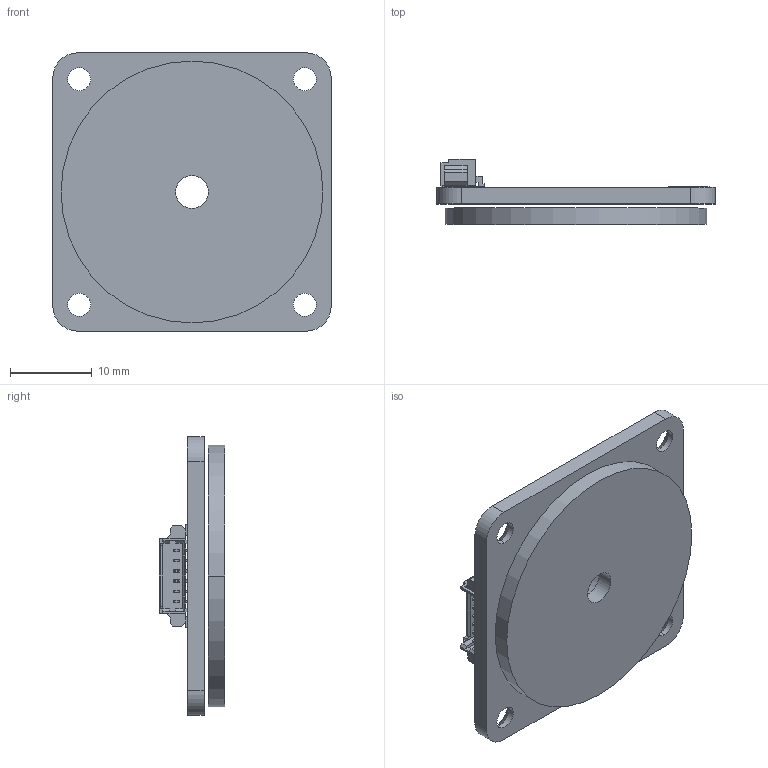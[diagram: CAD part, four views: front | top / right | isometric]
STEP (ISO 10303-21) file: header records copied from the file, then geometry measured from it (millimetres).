
FILE_DESCRIPTION((''),'2;1');
FILE_NAME('IRS34_ASM','2024-02-05T',('ol'),(''),'PRO/ENGINEER BY PARAMETRIC TECHNOLOGY CORPORATION, 2015280','PRO/ENGINEER BY PARAMETRIC TECHNOLOGY CORPORATION, 2015280','');
FILE_SCHEMA(('CONFIG_CONTROL_DESIGN'));
Length unit declared in the file: millimetre
Products named in the file (6): IRS_ROTOR_34_41; IRS_STATOR_34_138; PRT0016; ASM0057_ASM; ASM0056_ASM; IRS34_ASM
Assembly tree (5 placements, depth 4):
  IRS34_ASM
    ASM0056_ASM
      IRS_ROTOR_34_41
      IRS_STATOR_34_138
      ASM0057_ASM
        PRT0016
Bounding box: 34 x 7.95 x 34 mm (x, y, z)
Volume: 3791.9 mm3; surface area: 4624.1 mm2
Topology: 3 solids, 3 shells, 268 faces, 708 edges, 462 vertices
Faces by surface type: plane 224, cylinder 36, cone 8
Entity records: 8353 total; most frequent: CARTESIAN_POINT 1453, ORIENTED_EDGE 1416, DIRECTION 1362, EDGE_CURVE 708, VECTOR 620, LINE 620, VERTEX_POINT 462, AXIS2_PLACEMENT_3D 371
